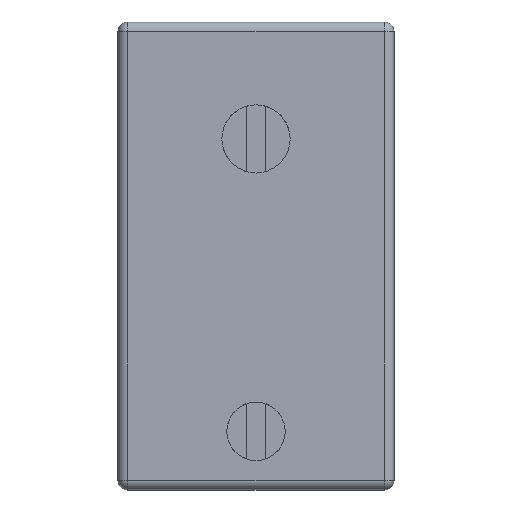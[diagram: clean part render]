
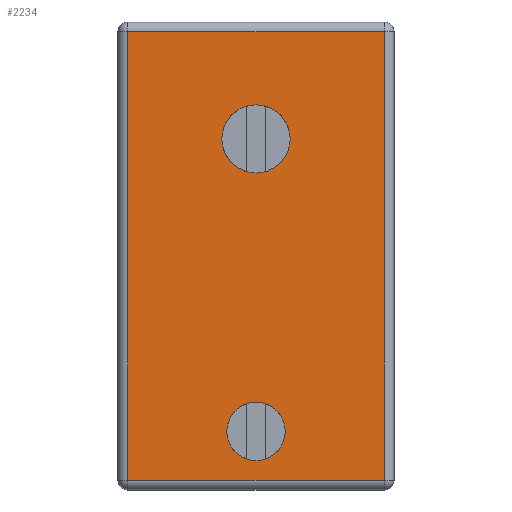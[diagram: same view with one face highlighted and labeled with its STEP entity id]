
A CAD part, top view. The second image highlights one B-rep face of the part: STEP entity #2234.
In plain terms, the highlighted planar face has unit normal (0, 0, 1).
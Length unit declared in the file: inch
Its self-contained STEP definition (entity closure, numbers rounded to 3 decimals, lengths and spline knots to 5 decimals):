
#1983=AXIS2_PLACEMENT_3D('Circle Axis2P3D',#1981,#1982,$) ;
#2017=AXIS2_PLACEMENT_3D('Circle Axis2P3D',#2015,#2016,$) ;
#2051=AXIS2_PLACEMENT_3D('Circle Axis2P3D',#2049,#2050,$) ;
#2085=AXIS2_PLACEMENT_3D('Circle Axis2P3D',#2083,#2084,$) ;
#2199=AXIS2_PLACEMENT_3D('Plane Axis2P3D',#2196,#2197,#2198) ;
#1724=CARTESIAN_POINT('Line Origine',(0.885,-1.4375,0.3225)) ;
#1728=CARTESIAN_POINT('Vertex',(0.8225,-1.4375,0.3225)) ;
#1730=CARTESIAN_POINT('Vertex',(-0.8225,-1.4375,0.3225)) ;
#1978=CARTESIAN_POINT('Vertex',(0.21875,0.75,0.3225)) ;
#1981=CARTESIAN_POINT('Axis2P3D Location',(0.,0.75,0.3225)) ;
#1985=CARTESIAN_POINT('Vertex',(-0.21875,0.75,0.3225)) ;
#2015=CARTESIAN_POINT('Axis2P3D Location',(0.,0.75,0.3225)) ;
#2046=CARTESIAN_POINT('Vertex',(0.1875,-1.125,0.3225)) ;
#2049=CARTESIAN_POINT('Axis2P3D Location',(0.,-1.125,0.3225)) ;
#2053=CARTESIAN_POINT('Vertex',(-0.1875,-1.125,0.3225)) ;
#2083=CARTESIAN_POINT('Axis2P3D Location',(0.,-1.125,0.3225)) ;
#2196=CARTESIAN_POINT('Axis2P3D Location',(-0.9735,-1.65,0.3225)) ;
#2201=CARTESIAN_POINT('Line Origine',(0.8225,0.,0.3225)) ;
#2205=CARTESIAN_POINT('Vertex',(0.8225,1.4375,0.3225)) ;
#2208=CARTESIAN_POINT('Line Origine',(0.,1.4375,0.3225)) ;
#2212=CARTESIAN_POINT('Vertex',(-0.8225,1.4375,0.3225)) ;
#2215=CARTESIAN_POINT('Line Origine',(-0.8225,0.,0.3225)) ;
#1725=DIRECTION('Vector Direction',(-1.,0.,0.)) ;
#1982=DIRECTION('Axis2P3D Direction',(0.,0.,-1.)) ;
#2016=DIRECTION('Axis2P3D Direction',(0.,0.,-1.)) ;
#2050=DIRECTION('Axis2P3D Direction',(0.,0.,-1.)) ;
#2084=DIRECTION('Axis2P3D Direction',(0.,0.,-1.)) ;
#2197=DIRECTION('Axis2P3D Direction',(0.,0.,1.)) ;
#2198=DIRECTION('Axis2P3D XDirection',(1.,0.,0.)) ;
#2202=DIRECTION('Vector Direction',(0.,-1.,0.)) ;
#2209=DIRECTION('Vector Direction',(1.,0.,0.)) ;
#2216=DIRECTION('Vector Direction',(0.,1.,0.)) ;
#1726=VECTOR('Line Direction',#1725,0.03937) ;
#2203=VECTOR('Line Direction',#2202,0.03937) ;
#2210=VECTOR('Line Direction',#2209,0.03937) ;
#2217=VECTOR('Line Direction',#2216,0.03937) ;
#2221=ORIENTED_EDGE('',*,*,#1732,.F.) ;
#2222=ORIENTED_EDGE('',*,*,#2207,.F.) ;
#2223=ORIENTED_EDGE('',*,*,#2214,.F.) ;
#2224=ORIENTED_EDGE('',*,*,#2219,.F.) ;
#2227=ORIENTED_EDGE('',*,*,#1987,.T.) ;
#2228=ORIENTED_EDGE('',*,*,#2019,.T.) ;
#2231=ORIENTED_EDGE('',*,*,#2055,.T.) ;
#2232=ORIENTED_EDGE('',*,*,#2087,.T.) ;
#2229=FACE_BOUND('',#2226,.T.) ;
#2233=FACE_BOUND('',#2230,.T.) ;
#2234=ADVANCED_FACE('NONE',(#2225,#2229,#2233),#2200,.T.) ;
#1984=CIRCLE('generated circle',#1983,0.21875) ;
#2018=CIRCLE('generated circle',#2017,0.21875) ;
#2052=CIRCLE('generated circle',#2051,0.1875) ;
#2086=CIRCLE('generated circle',#2085,0.1875) ;
#1732=EDGE_CURVE('',#1729,#1731,#1727,.T.) ;
#1987=EDGE_CURVE('',#1986,#1979,#1984,.T.) ;
#2019=EDGE_CURVE('',#1979,#1986,#2018,.T.) ;
#2055=EDGE_CURVE('',#2054,#2047,#2052,.T.) ;
#2087=EDGE_CURVE('',#2047,#2054,#2086,.T.) ;
#2207=EDGE_CURVE('',#2206,#1729,#2204,.T.) ;
#2214=EDGE_CURVE('',#2213,#2206,#2211,.T.) ;
#2219=EDGE_CURVE('',#1731,#2213,#2218,.T.) ;
#2220=EDGE_LOOP('',(#2221,#2222,#2223,#2224)) ;
#2226=EDGE_LOOP('',(#2227,#2228)) ;
#2230=EDGE_LOOP('',(#2231,#2232)) ;
#2225=FACE_OUTER_BOUND('',#2220,.T.) ;
#1727=LINE('Line',#1724,#1726) ;
#2204=LINE('Line',#2201,#2203) ;
#2211=LINE('Line',#2208,#2210) ;
#2218=LINE('Line',#2215,#2217) ;
#2200=PLANE('',#2199) ;
#1729=VERTEX_POINT('',#1728) ;
#1731=VERTEX_POINT('',#1730) ;
#1979=VERTEX_POINT('',#1978) ;
#1986=VERTEX_POINT('',#1985) ;
#2047=VERTEX_POINT('',#2046) ;
#2054=VERTEX_POINT('',#2053) ;
#2206=VERTEX_POINT('',#2205) ;
#2213=VERTEX_POINT('',#2212) ;
